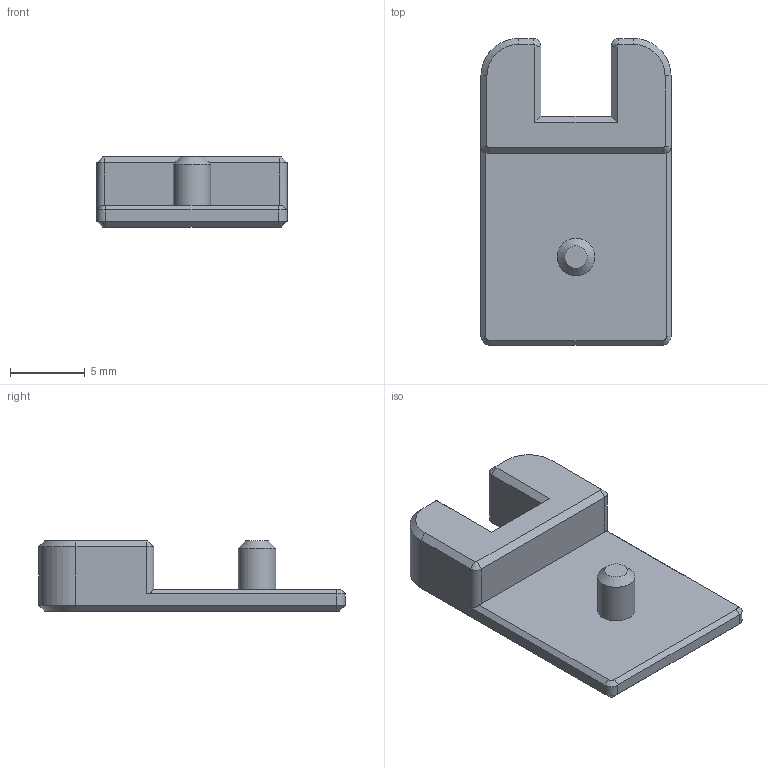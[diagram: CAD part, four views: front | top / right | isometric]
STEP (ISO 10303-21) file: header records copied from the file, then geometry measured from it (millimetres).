
FILE_DESCRIPTION(/* description */ (''),/* implementation_level */ '2;1');
FILE_NAME(/* name */ 'languette v2 pour ressort D4.5mm.step',/* time_stamp */ '2023-06-03T22:14:24+02:00',/* author */ (''),/* organization */ (''),/* preprocessor_version */ 'ST-DEVELOPER v19.2',/* originating_system */ 'Autodesk Translation Framework v12.6.0.85',/* authorisation */ '');
FILE_SCHEMA (('AUTOMOTIVE_DESIGN { 1 0 10303 214 3 1 1 }'));
Length unit declared in the file: millimetre
Products named in the file (2): QD Plate home made; languette
Assembly tree (1 placements, depth 2):
  QD Plate home made
    languette
Bounding box: 12.7 x 20.5 x 4.7 mm (x, y, z)
Volume: 570.5 mm3; surface area: 716.7 mm2
Topology: 1 solids, 1 shells, 56 faces, 126 edges, 73 vertices
Faces by surface type: plane 32, cone 15, cylinder 9
Full cylindrical faces by diameter (mm): 2.5 x1
Entity records: 1623 total; most frequent: DIRECTION 279, CARTESIAN_POINT 258, ORIENTED_EDGE 252, EDGE_CURVE 126, AXIS2_PLACEMENT_3D 94, LINE 91, VECTOR 91, VERTEX_POINT 73
